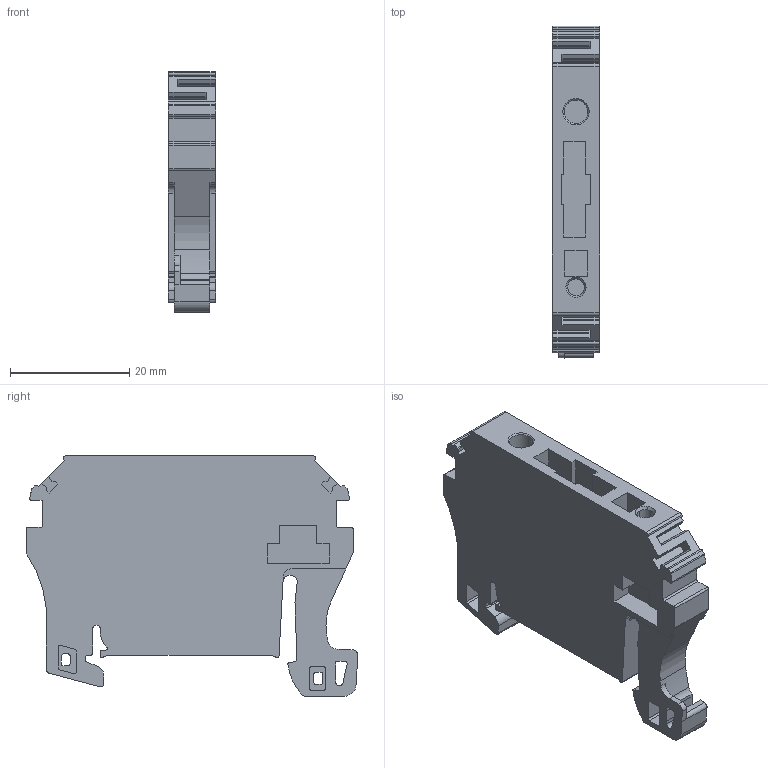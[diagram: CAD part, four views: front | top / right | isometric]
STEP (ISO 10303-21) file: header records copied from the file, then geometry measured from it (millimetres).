
FILE_DESCRIPTION(('CATIA V5 STEP Exchange','CAx-IF Rec.Pracs.--- Model Styling and Organization---1.4--- 2014-01-23'),'2;1');
FILE_NAME ('D1449891_0', '2020-02-24T11:46:30+00:00', ('none'), ('Weidmueller'), 'CATIA Version 5-6 Release 2016 SP3 HF44', 'CATIA V5 STEP AP214', 'none');
FILE_SCHEMA(('AUTOMOTIVE_DESIGN { 1 0 10303 214 1 1 1 1 }'));
Length unit declared in the file: millimetre
Products named in the file (1): 1227850000_ZEW_35-2_GR
Bounding box: 8 x 55.61 x 40.35 mm (x, y, z)
Volume: 11783.4 mm3; surface area: 6704.1 mm2
Topology: 1 solids, 3 shells, 260 faces, 863 edges, 618 vertices
Faces by surface type: plane 164, cylinder 84, extrusion 8, cone 4
Entity records: 9205 total; most frequent: CARTESIAN_POINT 1778, ORIENTED_EDGE 1726, DIRECTION 1249, EDGE_CURVE 863, VECTOR 659, LINE 651, VERTEX_POINT 618, AXIS2_PLACEMENT_3D 389
